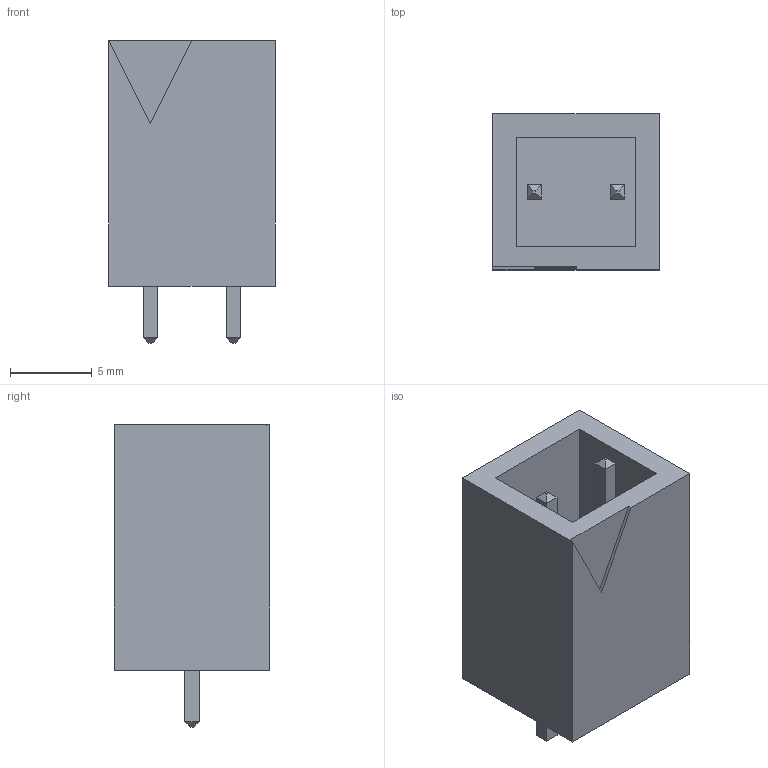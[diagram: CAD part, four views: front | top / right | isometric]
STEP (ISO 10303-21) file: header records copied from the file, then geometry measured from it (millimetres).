
FILE_DESCRIPTION(('FreeCAD Model'),'2;1');
FILE_NAME('266500.step','2019-12-23T08:22:46',( 'Author'),(''),'Open CASCADE STEP processor 6.8','FreeCAD','Unknown' );
FILE_SCHEMA(('AUTOMOTIVE_DESIGN_CC2 { 1 2 10303 214 -1 1 5 4 }'));
Length unit declared in the file: millimetre
Products named in the file (3): ASSEMBLY; LeadsArray; Body
Assembly tree (2 placements, depth 2):
  ASSEMBLY
    LeadsArray
    Body
Bounding box: 10.16 x 9.5 x 18.5 mm (x, y, z)
Volume: 1000.5 mm3; surface area: 1188.9 mm2
Topology: 3 solids, 3 shells, 42 faces, 88 edges, 53 vertices
Faces by surface type: plane 42
Entity records: 1148 total; most frequent: CARTESIAN_POINT 186, DIRECTION 178, ORIENTED_EDGE 176, EDGE_CURVE 88, LINE 88, VECTOR 88, VERTEX_POINT 53, AXIS2_PLACEMENT_3D 45
